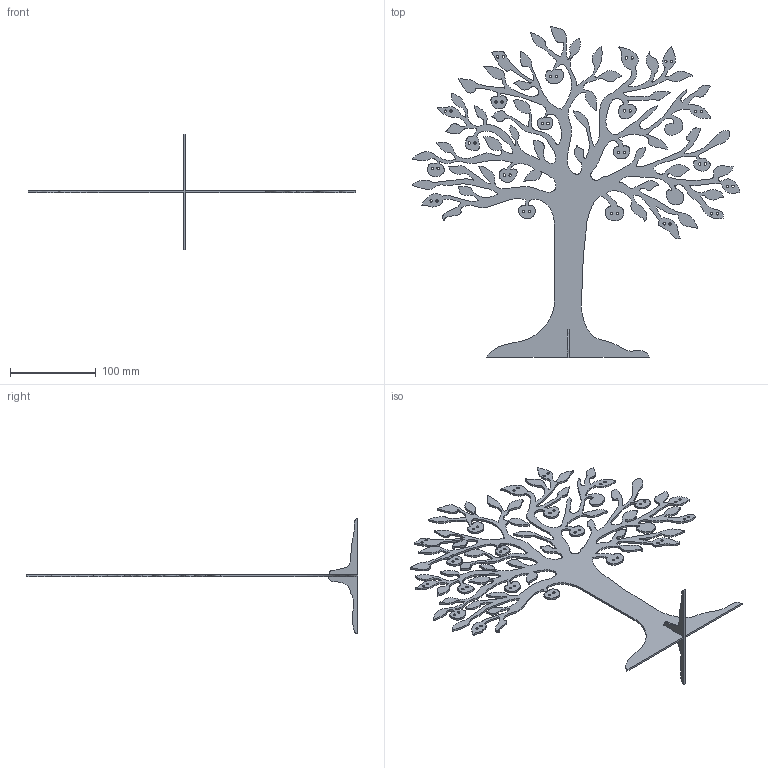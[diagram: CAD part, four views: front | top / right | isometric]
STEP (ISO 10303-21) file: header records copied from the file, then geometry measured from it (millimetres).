
FILE_DESCRIPTION(('FreeCAD Model'),'2;1');
FILE_NAME('Open CASCADE Shape Model','2025-05-04T07:13:07',('FreeCAD'),( 'FreeCAD'),'Open CASCADE STEP processor 7.6','FreeCAD','Unknown');
FILE_SCHEMA(('AUTOMOTIVE_DESIGN { 1 0 10303 214 1 1 1 1 }'));
Length unit declared in the file: millimetre
Products named in the file (1): Open CASCADE STEP translator 7.6 1
Bounding box: 380.86 x 385.09 x 134.07 mm (x, y, z)
Surface area: 96769 mm2 (no closed solid volume)
Topology: 0 solids, 2 shells, 423 faces, 1582 edges, 1062 vertices
Faces by surface type: bspline 423
Entity records: 18230 total; most frequent: CARTESIAN_POINT 10231, ORIENTED_EDGE 2738, EDGE_CURVE 1582, VERTEX_POINT 1062, B_SPLINE_CURVE_WITH_KNOTS 954, FACE_BOUND 503, EDGE_LOOP 503, ADVANCED_FACE 423
